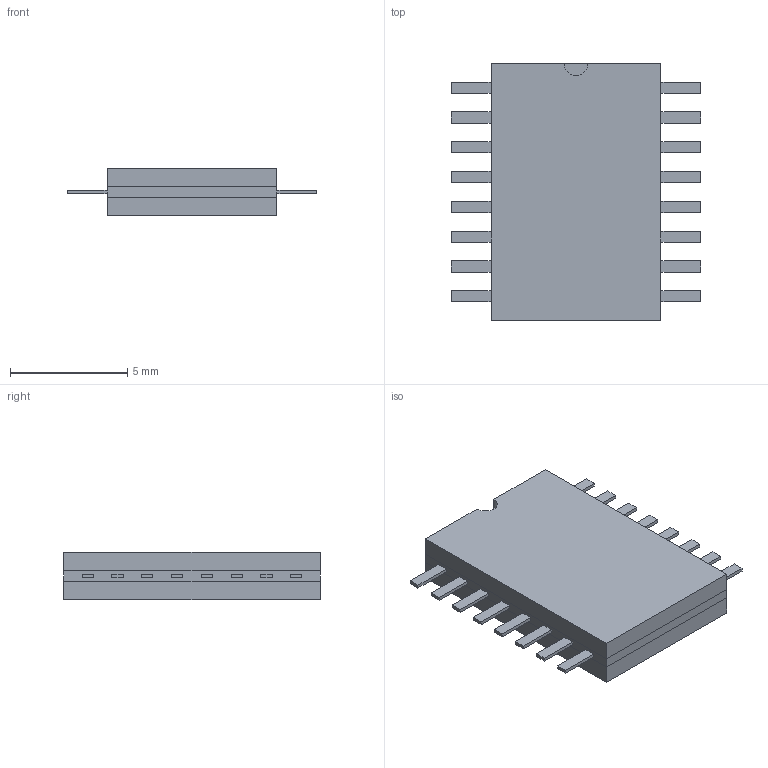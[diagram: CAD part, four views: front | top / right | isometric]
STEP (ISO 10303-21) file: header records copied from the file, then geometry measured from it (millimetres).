
FILE_DESCRIPTION((''),'2;1');
FILE_NAME('TEXAS_W (R-GDFP-F16).stp','2012-05-30T14:37:56',(''),(''),'Mechanical Desktop 2011','Mechanical Desktop 2011',', , ');
FILE_SCHEMA(('AUTOMOTIVE_DESIGN { 1 2 10303 214 1 1 1 1 }'));
Length unit declared in the file: millimetre
Products named in the file (1): Product
Bounding box: 10.64 x 10.92 x 2.03 mm (x, y, z)
Volume: 162.1 mm3; surface area: 584.3 mm2
Topology: 19 solids, 19 shells, 116 faces, 241 edges, 163 vertices
Faces by surface type: bspline 60, plane 55, cylinder 1
Entity records: 3051 total; most frequent: CARTESIAN_POINT 715, ORIENTED_EDGE 468, DIRECTION 350, EDGE_CURVE 234, VECTOR 232, LINE 232, VERTEX_POINT 156, EDGE_LOOP 116
